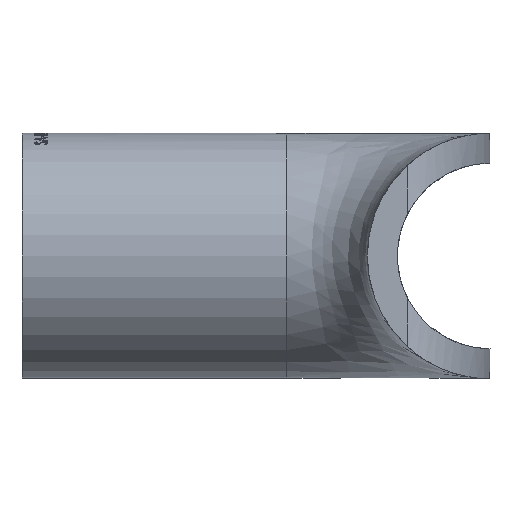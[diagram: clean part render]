
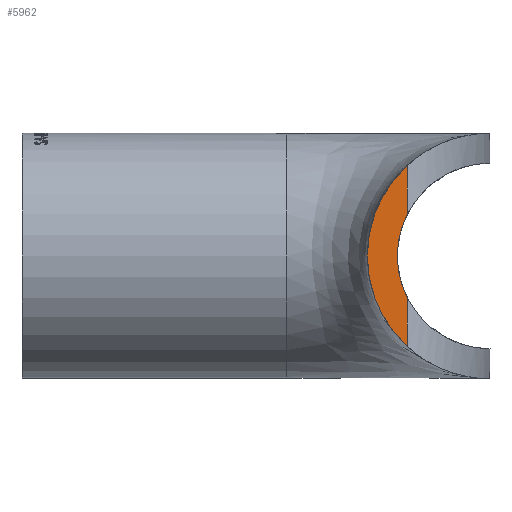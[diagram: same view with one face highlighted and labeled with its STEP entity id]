
A CAD part, left-side view. The second image highlights one B-rep face of the part: STEP entity #5962.
In plain terms, the highlighted planar face has unit normal (-1, 0, 0).
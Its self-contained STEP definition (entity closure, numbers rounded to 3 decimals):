
#35 = CARTESIAN_POINT ( 'NONE',  ( -17.5, 7.196, 7.851 ) ) ;
#324 = DIRECTION ( 'NONE',  ( 0., 0., -1. ) ) ;
#1101 = VERTEX_POINT ( 'NONE', #35 ) ;
#1735 = VECTOR ( 'NONE', #10480, 1000. ) ;
#2877 = VERTEX_POINT ( 'NONE', #14140 ) ;
#3095 = CARTESIAN_POINT ( 'NONE',  ( -17.5, 0., 0. ) ) ;
#3238 = CARTESIAN_POINT ( 'NONE',  ( -17.5, 0., 0. ) ) ;
#3280 = DIRECTION ( 'NONE',  ( 0., 0., -1. ) ) ;
#4923 = DIRECTION ( 'NONE',  ( 0., 0., -1. ) ) ;
#5672 = DIRECTION ( 'NONE',  ( 0., 0., 1. ) ) ;
#5962 = ADVANCED_FACE ( 'NONE', ( #15873 ), #13429, .F. ) ;
#5979 = DIRECTION ( 'NONE',  ( 1., 0., 0. ) ) ;
#6038 = AXIS2_PLACEMENT_3D ( 'NONE', #3238, #13305, #4923 ) ;
#6068 = VERTEX_POINT ( 'NONE', #9694 ) ;
#8240 = EDGE_CURVE ( 'NONE', #6068, #1101, #17813, .T. ) ;
#8788 = CARTESIAN_POINT ( 'NONE',  ( -17.5, 7.196, -3.608 ) ) ;
#8873 = DIRECTION ( 'NONE',  ( 1., 0., 0. ) ) ;
#9024 = ORIENTED_EDGE ( 'NONE', *, *, #10524, .F. ) ;
#9420 = ORIENTED_EDGE ( 'NONE', *, *, #17648, .T. ) ;
#9489 = EDGE_CURVE ( 'NONE', #2877, #17738, #13366, .T. ) ;
#9694 = CARTESIAN_POINT ( 'NONE',  ( -17.5, 7.196, 3.608 ) ) ;
#9970 = CIRCLE ( 'NONE', #14117, 10.65 ) ;
#10480 = DIRECTION ( 'NONE',  ( 0., 0., 1. ) ) ;
#10524 = EDGE_CURVE ( 'NONE', #2877, #1101, #9970, .T. ) ;
#12026 = CARTESIAN_POINT ( 'NONE',  ( -17.5, 7.196, 10.906 ) ) ;
#13305 = DIRECTION ( 'NONE',  ( 1., 0., 0. ) ) ;
#13366 = LINE ( 'NONE', #12026, #1735 ) ;
#13429 = PLANE ( 'NONE',  #6038 ) ;
#14117 = AXIS2_PLACEMENT_3D ( 'NONE', #17374, #8873, #324 ) ;
#14140 = CARTESIAN_POINT ( 'NONE',  ( -17.5, 7.196, -7.851 ) ) ;
#14269 = VECTOR ( 'NONE', #5672, 1000. ) ;
#14812 = EDGE_LOOP ( 'NONE', ( #18088, #9420, #17335, #9024 ) ) ;
#14999 = AXIS2_PLACEMENT_3D ( 'NONE', #3095, #5979, #3280 ) ;
#15873 = FACE_OUTER_BOUND ( 'NONE', #14812, .T. ) ;
#17335 = ORIENTED_EDGE ( 'NONE', *, *, #8240, .T. ) ;
#17374 = CARTESIAN_POINT ( 'NONE',  ( -17.5, 0., 0. ) ) ;
#17648 = EDGE_CURVE ( 'NONE', #17738, #6068, #18279, .T. ) ;
#17738 = VERTEX_POINT ( 'NONE', #8788 ) ;
#17813 = LINE ( 'NONE', #18126, #14269 ) ;
#18088 = ORIENTED_EDGE ( 'NONE', *, *, #9489, .T. ) ;
#18126 = CARTESIAN_POINT ( 'NONE',  ( -17.5, 7.196, 10.906 ) ) ;
#18279 = CIRCLE ( 'NONE', #14999, 8.05 ) ;
